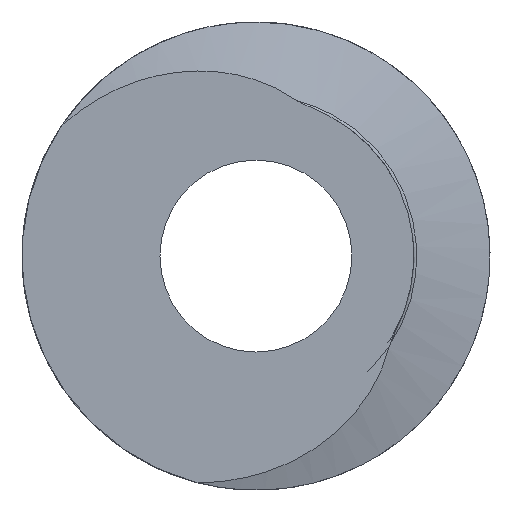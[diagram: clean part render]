
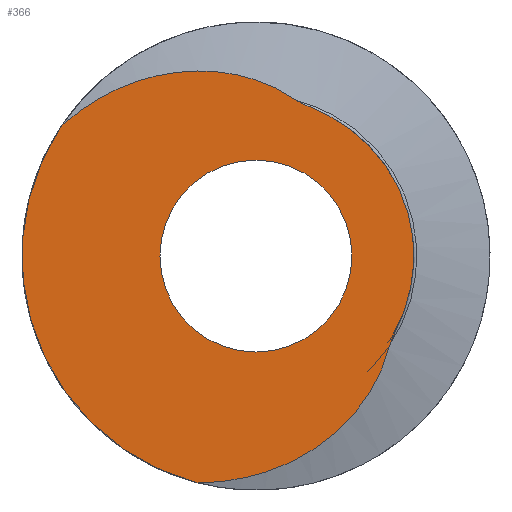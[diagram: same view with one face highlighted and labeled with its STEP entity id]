
A CAD part, front view. The second image highlights one B-rep face of the part: STEP entity #366.
In plain terms, the highlighted planar face has unit normal (0, -1, 0).
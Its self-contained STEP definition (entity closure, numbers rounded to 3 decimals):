
#15=FACE_BOUND('',#84,.T.);
#22=PLANE('',#405);
#40=B_SPLINE_CURVE_WITH_KNOTS('',3,(#4464,#4465,#4466,#4467,#4468,#4469),
 .UNSPECIFIED.,.F.,.F.,(4,2,4),(0.,0.01,
0.023),.UNSPECIFIED.);
#42=B_SPLINE_CURVE_WITH_KNOTS('',3,(#5745,#5746,#5747,#5748,#5749,#5750,
#5751,#5752,#5753,#5754),.UNSPECIFIED.,.F.,.F.,(4,2,2,2,4),(0.,
0.025,0.042,0.055,0.067),
 .UNSPECIFIED.);
#44=B_SPLINE_CURVE_WITH_KNOTS('',3,(#8246,#8247,#8248,#8249,#8250,#8251),
 .UNSPECIFIED.,.F.,.F.,(4,2,4),(0.,0.,
0.),.UNSPECIFIED.);
#45=B_SPLINE_CURVE_WITH_KNOTS('',3,(#8253,#8254,#8255,#8256,#8257,#8258,
#8259,#8260,#8261,#8262),.UNSPECIFIED.,.F.,.F.,(4,2,2,2,4),(-0.21,
-0.165,-0.101,-0.044,0.),
 .UNSPECIFIED.);
#63=FACE_OUTER_BOUND('',#83,.T.);
#83=EDGE_LOOP('',(#318,#319,#320,#321,#322,#323));
#84=EDGE_LOOP('',(#324));
#89=CIRCLE('',#390,0.823);
#94=CIRCLE('',#402,0.5);
#95=CIRCLE('',#404,1.219);
#148=VERTEX_POINT('',#834);
#149=VERTEX_POINT('',#926);
#166=VERTEX_POINT('',#2786);
#167=VERTEX_POINT('',#4463);
#168=VERTEX_POINT('',#5744);
#169=VERTEX_POINT('',#5775);
#170=VERTEX_POINT('',#7434);
#189=EDGE_CURVE('',#148,#149,#89,.T.);
#216=EDGE_CURVE('',#166,#166,#94,.T.);
#217=EDGE_CURVE('',#149,#167,#40,.T.);
#219=EDGE_CURVE('',#167,#168,#42,.T.);
#221=EDGE_CURVE('',#168,#169,#95,.F.);
#224=EDGE_CURVE('',#170,#148,#44,.T.);
#225=EDGE_CURVE('',#170,#169,#45,.T.);
#318=ORIENTED_EDGE('',*,*,#219,.F.);
#319=ORIENTED_EDGE('',*,*,#217,.F.);
#320=ORIENTED_EDGE('',*,*,#189,.F.);
#321=ORIENTED_EDGE('',*,*,#224,.F.);
#322=ORIENTED_EDGE('',*,*,#225,.T.);
#323=ORIENTED_EDGE('',*,*,#221,.F.);
#324=ORIENTED_EDGE('',*,*,#216,.F.);
#366=ADVANCED_FACE('',(#63,#15),#22,.F.);
#390=AXIS2_PLACEMENT_3D('',#927,#429,#430);
#402=AXIS2_PLACEMENT_3D('',#2788,#460,#461);
#404=AXIS2_PLACEMENT_3D('',#5776,#464,#465);
#405=AXIS2_PLACEMENT_3D('',#8252,#466,#467);
#429=DIRECTION('center_axis',(0.,1.,0.));
#430=DIRECTION('ref_axis',(0.,0.,1.));
#460=DIRECTION('center_axis',(0.,-1.,0.));
#461=DIRECTION('ref_axis',(0.,0.,-1.));
#464=DIRECTION('center_axis',(0.,-1.,0.));
#465=DIRECTION('ref_axis',(0.,0.,-1.));
#466=DIRECTION('center_axis',(0.,1.,0.));
#467=DIRECTION('ref_axis',(0.,0.,1.));
#834=CARTESIAN_POINT('',(0.539,30.48,0.95));
#926=CARTESIAN_POINT('',(0.923,30.48,-0.069));
#927=CARTESIAN_POINT('Origin',(0.153,30.48,0.223));
#2786=CARTESIAN_POINT('',(0.153,30.48,0.723));
#2788=CARTESIAN_POINT('Origin',(0.153,30.48,0.223));
#4463=CARTESIAN_POINT('',(0.847,30.48,-0.246));
#4464=CARTESIAN_POINT('Ctrl Pts',(0.923,30.48,-0.069));
#4465=CARTESIAN_POINT('Ctrl Pts',(0.911,30.48,-0.1));
#4466=CARTESIAN_POINT('Ctrl Pts',(0.9,30.48,-0.127));
#4467=CARTESIAN_POINT('Ctrl Pts',(0.867,30.48,-0.2));
#4468=CARTESIAN_POINT('Ctrl Pts',(0.851,30.48,-0.231));
#4469=CARTESIAN_POINT('Ctrl Pts',(0.847,30.48,-0.246));
#5744=CARTESIAN_POINT('',(-0.154,30.48,-0.957));
#5745=CARTESIAN_POINT('Ctrl Pts',(0.847,30.48,-0.246));
#5746=CARTESIAN_POINT('Ctrl Pts',(0.828,30.48,-0.326));
#5747=CARTESIAN_POINT('Ctrl Pts',(0.792,30.48,-0.424));
#5748=CARTESIAN_POINT('Ctrl Pts',(0.665,30.48,-0.605));
#5749=CARTESIAN_POINT('Ctrl Pts',(0.589,30.48,-0.692));
#5750=CARTESIAN_POINT('Ctrl Pts',(0.383,30.48,-0.832));
#5751=CARTESIAN_POINT('Ctrl Pts',(0.286,30.48,-0.878));
#5752=CARTESIAN_POINT('Ctrl Pts',(0.088,30.48,-0.938));
#5753=CARTESIAN_POINT('Ctrl Pts',(-0.026,30.48,
-0.958));
#5754=CARTESIAN_POINT('Ctrl Pts',(-0.154,30.48,-0.957));
#5775=CARTESIAN_POINT('',(-0.859,30.48,0.902));
#5776=CARTESIAN_POINT('Origin',(0.153,30.48,0.223));
#7434=CARTESIAN_POINT('',(0.366,30.48,1.033));
#8246=CARTESIAN_POINT('Ctrl Pts',(0.366,30.48,1.033));
#8247=CARTESIAN_POINT('Ctrl Pts',(0.379,30.48,1.024));
#8248=CARTESIAN_POINT('Ctrl Pts',(0.395,30.48,1.018));
#8249=CARTESIAN_POINT('Ctrl Pts',(0.454,30.48,0.992));
#8250=CARTESIAN_POINT('Ctrl Pts',(0.497,30.48,0.972));
#8251=CARTESIAN_POINT('Ctrl Pts',(0.539,30.48,0.95));
#8252=CARTESIAN_POINT('Origin',(0.153,30.48,0.223));
#8253=CARTESIAN_POINT('Ctrl Pts',(0.366,30.48,1.033));
#8254=CARTESIAN_POINT('Ctrl Pts',(0.262,30.48,1.106));
#8255=CARTESIAN_POINT('Ctrl Pts',(0.159,30.48,1.142));
#8256=CARTESIAN_POINT('Ctrl Pts',(-0.035,30.48,
1.189));
#8257=CARTESIAN_POINT('Ctrl Pts',(-0.15,30.48,1.194));
#8258=CARTESIAN_POINT('Ctrl Pts',(-0.373,30.48,1.166));
#8259=CARTESIAN_POINT('Ctrl Pts',(-0.476,30.48,1.136));
#8260=CARTESIAN_POINT('Ctrl Pts',(-0.646,30.48,1.057));
#8261=CARTESIAN_POINT('Ctrl Pts',(-0.751,30.48,1.));
#8262=CARTESIAN_POINT('Ctrl Pts',(-0.859,30.48,0.902));
